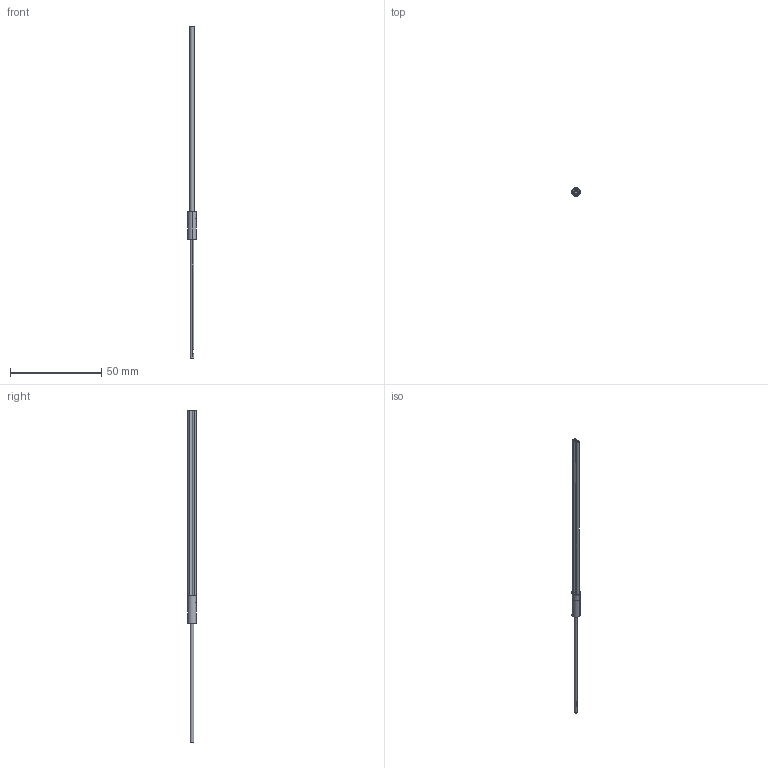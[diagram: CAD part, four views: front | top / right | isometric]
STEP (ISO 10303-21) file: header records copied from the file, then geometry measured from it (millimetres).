
FILE_DESCRIPTION((''),'2;1');
FILE_NAME('192772_ASM','2016-02-09T',('pdmadmin'),(''),'PRO/ENGINEER BY PARAMETRIC TECHNOLOGY CORPORATION, 2013230','PRO/ENGINEER BY PARAMETRIC TECHNOLOGY CORPORATION, 2013230','');
FILE_SCHEMA(('CONFIG_CONTROL_DESIGN'));
Length unit declared in the file: inch
Products named in the file (6): 40147; 40148; 40127; FIBER_CORE_03_-75; 38711_ASM; 192772_ASM
Assembly tree (7 placements, depth 3):
  192772_ASM
    38711_ASM
      40147
      40148
      40127  x2
      FIBER_CORE_03_-75  x2
Bounding box: 4.7 x 4.7 x 181.59 mm (x, y, z)
Volume: 930.4 mm3; surface area: 3126 mm2
Topology: 6 solids, 6 shells, 50 faces, 100 edges, 60 vertices
Faces by surface type: cylinder 28, plane 16, cone 6
Entity records: 1263 total; most frequent: DIRECTION 244, CARTESIAN_POINT 189, ORIENTED_EDGE 164, AXIS2_PLACEMENT_3D 103, EDGE_CURVE 82, VERTEX_POINT 48, EDGE_LOOP 46, CIRCLE 44
